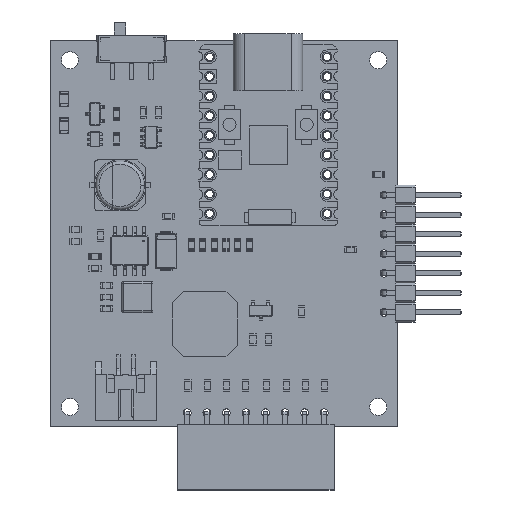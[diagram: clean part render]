
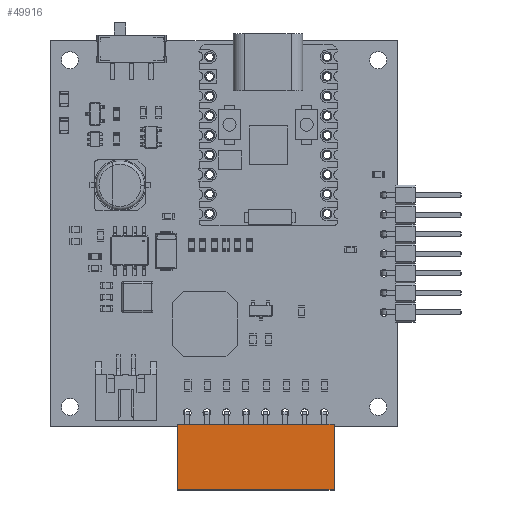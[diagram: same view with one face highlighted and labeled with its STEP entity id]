
A CAD part, top view. The second image highlights one B-rep face of the part: STEP entity #49916.
In plain terms, the highlighted planar face has unit normal (0, 0, 1).
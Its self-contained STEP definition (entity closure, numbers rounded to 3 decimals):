
#49916 = ADVANCED_FACE('',(#49917),#49951,.F.);
#49917 = FACE_BOUND('',#49918,.F.);
#49918 = EDGE_LOOP('',(#49919,#49929,#49937,#49945));
#49919 = ORIENTED_EDGE('',*,*,#49920,.T.);
#49920 = EDGE_CURVE('',#49921,#49923,#49925,.T.);
#49921 = VERTEX_POINT('',#49922);
#49922 = CARTESIAN_POINT('',(-1.52,-19.05,2.54));
#49923 = VERTEX_POINT('',#49924);
#49924 = CARTESIAN_POINT('',(-10.03,-19.05,2.54));
#49925 = LINE('',#49926,#49927);
#49926 = CARTESIAN_POINT('',(-1.52,-19.05,2.54));
#49927 = VECTOR('',#49928,1.);
#49928 = DIRECTION('',(-1.,0.,0.));
#49929 = ORIENTED_EDGE('',*,*,#49930,.T.);
#49930 = EDGE_CURVE('',#49923,#49931,#49933,.T.);
#49931 = VERTEX_POINT('',#49932);
#49932 = CARTESIAN_POINT('',(-10.03,1.27,2.54));
#49933 = LINE('',#49934,#49935);
#49934 = CARTESIAN_POINT('',(-10.03,-19.05,2.54));
#49935 = VECTOR('',#49936,1.);
#49936 = DIRECTION('',(0.,1.,0.));
#49937 = ORIENTED_EDGE('',*,*,#49938,.F.);
#49938 = EDGE_CURVE('',#49939,#49931,#49941,.T.);
#49939 = VERTEX_POINT('',#49940);
#49940 = CARTESIAN_POINT('',(-1.52,1.27,2.54));
#49941 = LINE('',#49942,#49943);
#49942 = CARTESIAN_POINT('',(-1.52,1.27,2.54));
#49943 = VECTOR('',#49944,1.);
#49944 = DIRECTION('',(-1.,0.,0.));
#49945 = ORIENTED_EDGE('',*,*,#49946,.F.);
#49946 = EDGE_CURVE('',#49921,#49939,#49947,.T.);
#49947 = LINE('',#49948,#49949);
#49948 = CARTESIAN_POINT('',(-1.52,-19.05,2.54));
#49949 = VECTOR('',#49950,1.);
#49950 = DIRECTION('',(0.,1.,0.));
#49951 = PLANE('',#49952);
#49952 = AXIS2_PLACEMENT_3D('',#49953,#49954,#49955);
#49953 = CARTESIAN_POINT('',(-1.52,-19.05,2.54));
#49954 = DIRECTION('',(0.,0.,-1.));
#49955 = DIRECTION('',(0.,1.,0.));
